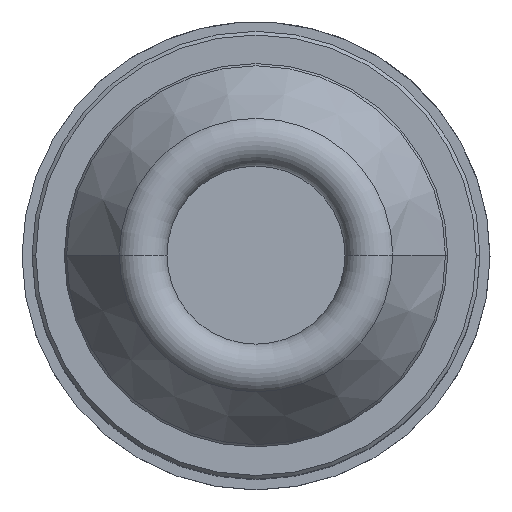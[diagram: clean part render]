
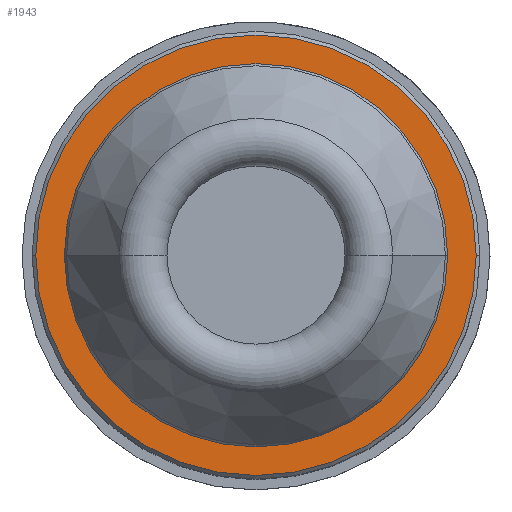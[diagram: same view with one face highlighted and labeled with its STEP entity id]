
A CAD part, top view. The second image highlights one B-rep face of the part: STEP entity #1943.
In plain terms, the highlighted planar face has unit normal (0, 0, 1).
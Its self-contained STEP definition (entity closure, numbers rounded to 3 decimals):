
#561=CARTESIAN_POINT('',(-0.031,-0.195,47.18));
#562=DIRECTION('',(0.,0.,1.));
#563=DIRECTION('',(-1.,0.,0.));
#564=AXIS2_PLACEMENT_3D('',#561,#562,#563);
#566=CARTESIAN_POINT('',(-0.031,-0.195,47.18));
#567=DIRECTION('',(0.,0.,1.));
#568=DIRECTION('',(1.,0.,0.));
#569=AXIS2_PLACEMENT_3D('',#566,#567,#568);
#571=CARTESIAN_POINT('',(-0.031,-0.195,47.18));
#572=DIRECTION('',(0.,0.,-1.));
#573=DIRECTION('',(1.,0.,0.));
#574=AXIS2_PLACEMENT_3D('',#571,#572,#573);
#576=CARTESIAN_POINT('',(-0.031,-0.195,47.18));
#577=DIRECTION('',(0.,0.,-1.));
#578=DIRECTION('',(-1.,0.,0.));
#579=AXIS2_PLACEMENT_3D('',#576,#577,#578);
#815=CARTESIAN_POINT('',(-7.701,-0.195,47.18));
#817=VERTEX_POINT('',#815);
#818=CARTESIAN_POINT('',(7.64,-0.195,47.18));
#819=VERTEX_POINT('',#818);
#822=CARTESIAN_POINT('',(-6.706,-0.195,47.18));
#824=VERTEX_POINT('',#822);
#828=CARTESIAN_POINT('',(6.645,-0.195,47.18));
#829=VERTEX_POINT('',#828);
#1928=CARTESIAN_POINT('',(-7.218,1.419,47.18));
#1929=DIRECTION('',(0.,0.,-1.));
#1930=DIRECTION('',(-1.,0.,0.));
#1931=AXIS2_PLACEMENT_3D('',#1928,#1929,#1930);
#1932=PLANE('',#1931);
#1933=ORIENTED_EDGE('',*,*,#1894,.F.);
#1934=ORIENTED_EDGE('',*,*,#1914,.F.);
#1935=EDGE_LOOP('',(#1933,#1934));
#1936=FACE_OUTER_BOUND('',#1935,.F.);
#1938=ORIENTED_EDGE('',*,*,#1937,.F.);
#1940=ORIENTED_EDGE('',*,*,#1939,.F.);
#1941=EDGE_LOOP('',(#1938,#1940));
#1942=FACE_BOUND('',#1941,.F.);
#1943=ADVANCED_FACE('',(#1936,#1942),#1932,.F.);
#565=CIRCLE('',#564,7.67);
#570=CIRCLE('',#569,7.67);
#575=CIRCLE('',#574,6.675);
#580=CIRCLE('',#579,6.675);
#1894=EDGE_CURVE('',#817,#819,#565,.T.);
#1914=EDGE_CURVE('',#819,#817,#570,.T.);
#1937=EDGE_CURVE('',#829,#824,#575,.T.);
#1939=EDGE_CURVE('',#824,#829,#580,.T.);
